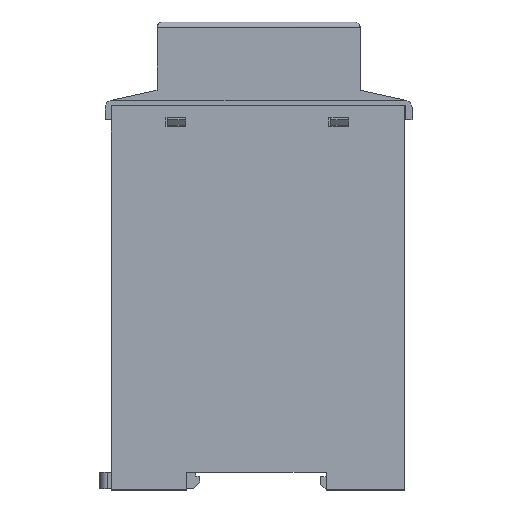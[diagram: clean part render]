
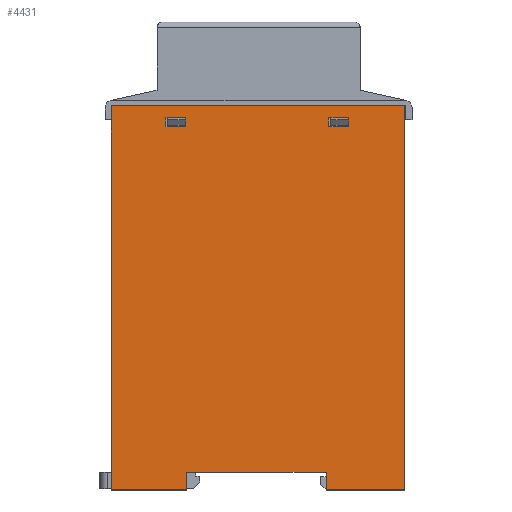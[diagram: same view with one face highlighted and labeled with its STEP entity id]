
A CAD part, top view. The second image highlights one B-rep face of the part: STEP entity #4431.
In plain terms, the highlighted face is planar.
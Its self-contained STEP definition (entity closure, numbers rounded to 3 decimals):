
#7 = VERTEX_POINT ( 'NONE', #7791 ) ;
#13 = ORIENTED_EDGE ( 'NONE', *, *, #7778, .T. ) ;
#104 = EDGE_CURVE ( 'NONE', #6426, #6912, #9839, .T. ) ;
#301 = VERTEX_POINT ( 'NONE', #4983 ) ;
#615 = DIRECTION ( 'NONE',  ( 0., 0., 1. ) ) ;
#623 = VECTOR ( 'NONE', #9514, 1000. ) ;
#639 = CARTESIAN_POINT ( 'NONE',  ( 51.4, 13., 37.5 ) ) ;
#749 = ORIENTED_EDGE ( 'NONE', *, *, #6396, .T. ) ;
#809 = EDGE_CURVE ( 'NONE', #1709, #5841, #4152, .T. ) ;
#882 = ORIENTED_EDGE ( 'NONE', *, *, #8603, .T. ) ;
#919 = ORIENTED_EDGE ( 'NONE', *, *, #4053, .T. ) ;
#936 = CARTESIAN_POINT ( 'NONE',  ( -46.9, 13., 37.5 ) ) ;
#1030 = EDGE_LOOP ( 'NONE', ( #4745, #2397, #6577, #5846, #10735, #8292, #1960, #9480 ) ) ;
#1170 = DIRECTION ( 'NONE',  ( -1., 0., 0. ) ) ;
#1495 = FACE_BOUND ( 'NONE', #8518, .T. ) ;
#1499 = VECTOR ( 'NONE', #10247, 1000. ) ;
#1508 = DIRECTION ( 'NONE',  ( 1., 0., 0. ) ) ;
#1548 = CARTESIAN_POINT ( 'NONE',  ( 51.4, 13., 37.5 ) ) ;
#1709 = VERTEX_POINT ( 'NONE', #3966 ) ;
#1731 = VERTEX_POINT ( 'NONE', #8003 ) ;
#1747 = CARTESIAN_POINT ( 'NONE',  ( -43.9, 13., -23.3 ) ) ;
#1960 = ORIENTED_EDGE ( 'NONE', *, *, #9900, .T. ) ;
#2300 = CARTESIAN_POINT ( 'NONE',  ( 46.9, 13., 18.2 ) ) ;
#2311 = CARTESIAN_POINT ( 'NONE',  ( 0., 13., 18.4 ) ) ;
#2397 = ORIENTED_EDGE ( 'NONE', *, *, #10384, .F. ) ;
#2435 = CARTESIAN_POINT ( 'NONE',  ( -43.9, 13., 0. ) ) ;
#2452 = VECTOR ( 'NONE', #4326, 1000. ) ;
#2477 = DIRECTION ( 'NONE',  ( 1., 0., 0. ) ) ;
#2544 = VECTOR ( 'NONE', #7919, 1000. ) ;
#2561 = CARTESIAN_POINT ( 'NONE',  ( 51.4, 13., 18.2 ) ) ;
#2737 = VECTOR ( 'NONE', #8407, 1000. ) ;
#2791 = VERTEX_POINT ( 'NONE', #4830 ) ;
#2805 = VECTOR ( 'NONE', #6990, 1000. ) ;
#3004 = VECTOR ( 'NONE', #8073, 1000. ) ;
#3038 = VERTEX_POINT ( 'NONE', #6019 ) ;
#3142 = VECTOR ( 'NONE', #11275, 1000. ) ;
#3235 = CARTESIAN_POINT ( 'NONE',  ( 0., 13., 23.5 ) ) ;
#3436 = LINE ( 'NONE', #9725, #2805 ) ;
#3633 = CARTESIAN_POINT ( 'NONE',  ( -41.6, 13., -18.2 ) ) ;
#3725 = CARTESIAN_POINT ( 'NONE',  ( 46.9, 13., 37.5 ) ) ;
#3792 = CARTESIAN_POINT ( 'NONE',  ( 0., 13., -18.2 ) ) ;
#3966 = CARTESIAN_POINT ( 'NONE',  ( -41.6, 13., -23.3 ) ) ;
#3975 = LINE ( 'NONE', #9127, #8387 ) ;
#4053 = EDGE_CURVE ( 'NONE', #3038, #9817, #10320, .T. ) ;
#4064 = FACE_BOUND ( 'NONE', #7683, .T. ) ;
#4152 = LINE ( 'NONE', #11129, #5822 ) ;
#4171 = PLANE ( 'NONE',  #4973 ) ;
#4196 = DIRECTION ( 'NONE',  ( -1., 0., 0. ) ) ;
#4227 = FACE_OUTER_BOUND ( 'NONE', #1030, .T. ) ;
#4256 = EDGE_CURVE ( 'NONE', #4350, #10950, #4296, .T. ) ;
#4296 = LINE ( 'NONE', #10481, #3142 ) ;
#4326 = DIRECTION ( 'NONE',  ( -1., 0., 0. ) ) ;
#4350 = VERTEX_POINT ( 'NONE', #10706 ) ;
#4382 = CARTESIAN_POINT ( 'NONE',  ( 46.9, 13., -17.5 ) ) ;
#4431 = ADVANCED_FACE ( 'NONE', ( #1495, #4064, #4227 ), #4171, .F. ) ;
#4658 = CARTESIAN_POINT ( 'NONE',  ( -41.6, 13., 18.4 ) ) ;
#4745 = ORIENTED_EDGE ( 'NONE', *, *, #9690, .T. ) ;
#4830 = CARTESIAN_POINT ( 'NONE',  ( 51.4, 13., -17.5 ) ) ;
#4859 = VERTEX_POINT ( 'NONE', #5334 ) ;
#4973 = AXIS2_PLACEMENT_3D ( 'NONE', #6645, #9324, #10303 ) ;
#4981 = LINE ( 'NONE', #3792, #6294 ) ;
#4983 = CARTESIAN_POINT ( 'NONE',  ( -43.9, 13., -18.2 ) ) ;
#5145 = VECTOR ( 'NONE', #6446, 1000. ) ;
#5249 = VERTEX_POINT ( 'NONE', #639 ) ;
#5334 = CARTESIAN_POINT ( 'NONE',  ( -43.9, 13., 23.5 ) ) ;
#5467 = LINE ( 'NONE', #6329, #5145 ) ;
#5650 = VECTOR ( 'NONE', #6434, 1000. ) ;
#5740 = LINE ( 'NONE', #8201, #5650 ) ;
#5822 = VECTOR ( 'NONE', #615, 1000. ) ;
#5841 = VERTEX_POINT ( 'NONE', #3633 ) ;
#5846 = ORIENTED_EDGE ( 'NONE', *, *, #104, .T. ) ;
#5891 = EDGE_CURVE ( 'NONE', #1731, #2791, #5467, .T. ) ;
#6002 = LINE ( 'NONE', #1548, #2737 ) ;
#6019 = CARTESIAN_POINT ( 'NONE',  ( -43.9, 13., 18.4 ) ) ;
#6200 = VERTEX_POINT ( 'NONE', #1747 ) ;
#6294 = VECTOR ( 'NONE', #1170, 1000. ) ;
#6329 = CARTESIAN_POINT ( 'NONE',  ( 51.4, 13., -37.5 ) ) ;
#6396 = EDGE_CURVE ( 'NONE', #4859, #3038, #9437, .T. ) ;
#6410 = ORIENTED_EDGE ( 'NONE', *, *, #9610, .T. ) ;
#6426 = VERTEX_POINT ( 'NONE', #2300 ) ;
#6434 = DIRECTION ( 'NONE',  ( -1., 0., 0. ) ) ;
#6446 = DIRECTION ( 'NONE',  ( 0., 0., 1. ) ) ;
#6577 = ORIENTED_EDGE ( 'NONE', *, *, #8213, .T. ) ;
#6614 = DIRECTION ( 'NONE',  ( -1., 0., 0. ) ) ;
#6645 = CARTESIAN_POINT ( 'NONE',  ( 0., 13., 0. ) ) ;
#6832 = ORIENTED_EDGE ( 'NONE', *, *, #9999, .T. ) ;
#6912 = VERTEX_POINT ( 'NONE', #4382 ) ;
#6990 = DIRECTION ( 'NONE',  ( 0., 0., 1. ) ) ;
#7173 = ORIENTED_EDGE ( 'NONE', *, *, #10794, .T. ) ;
#7473 = VECTOR ( 'NONE', #4196, 1000. ) ;
#7483 = VECTOR ( 'NONE', #1508, 1000. ) ;
#7621 = LINE ( 'NONE', #8590, #7483 ) ;
#7635 = LINE ( 'NONE', #3235, #7473 ) ;
#7683 = EDGE_LOOP ( 'NONE', ( #6410, #749, #919, #13 ) ) ;
#7778 = EDGE_CURVE ( 'NONE', #9817, #7, #3436, .T. ) ;
#7791 = CARTESIAN_POINT ( 'NONE',  ( -41.6, 13., 23.5 ) ) ;
#7919 = DIRECTION ( 'NONE',  ( 1., 0., 0. ) ) ;
#8003 = CARTESIAN_POINT ( 'NONE',  ( 51.4, 13., -37.5 ) ) ;
#8073 = DIRECTION ( 'NONE',  ( 0., 0., -1. ) ) ;
#8093 = CARTESIAN_POINT ( 'NONE',  ( -46.9, 13., 37.5 ) ) ;
#8201 = CARTESIAN_POINT ( 'NONE',  ( -46.9, 13., -37.5 ) ) ;
#8213 = EDGE_CURVE ( 'NONE', #8446, #6426, #9649, .T. ) ;
#8292 = ORIENTED_EDGE ( 'NONE', *, *, #5891, .F. ) ;
#8387 = VECTOR ( 'NONE', #6614, 1000. ) ;
#8407 = DIRECTION ( 'NONE',  ( 0., 0., 1. ) ) ;
#8446 = VERTEX_POINT ( 'NONE', #10110 ) ;
#8518 = EDGE_LOOP ( 'NONE', ( #882, #7173, #6832, #9370 ) ) ;
#8590 = CARTESIAN_POINT ( 'NONE',  ( 0., 13., -23.3 ) ) ;
#8603 = EDGE_CURVE ( 'NONE', #5841, #301, #4981, .T. ) ;
#8775 = LINE ( 'NONE', #936, #2544 ) ;
#9127 = CARTESIAN_POINT ( 'NONE',  ( 51.4, 13., -17.5 ) ) ;
#9324 = DIRECTION ( 'NONE',  ( 0., -1., 0. ) ) ;
#9370 = ORIENTED_EDGE ( 'NONE', *, *, #809, .T. ) ;
#9437 = LINE ( 'NONE', #11152, #1499 ) ;
#9457 = EDGE_CURVE ( 'NONE', #2791, #6912, #3975, .T. ) ;
#9480 = ORIENTED_EDGE ( 'NONE', *, *, #4256, .T. ) ;
#9514 = DIRECTION ( 'NONE',  ( 0., 0., -1. ) ) ;
#9610 = EDGE_CURVE ( 'NONE', #7, #4859, #7635, .T. ) ;
#9649 = LINE ( 'NONE', #2561, #2452 ) ;
#9690 = EDGE_CURVE ( 'NONE', #10950, #5249, #8775, .T. ) ;
#9725 = CARTESIAN_POINT ( 'NONE',  ( -41.6, 13., 0. ) ) ;
#9817 = VERTEX_POINT ( 'NONE', #4658 ) ;
#9839 = LINE ( 'NONE', #3725, #3004 ) ;
#9900 = EDGE_CURVE ( 'NONE', #1731, #4350, #5740, .T. ) ;
#9999 = EDGE_CURVE ( 'NONE', #6200, #1709, #7621, .T. ) ;
#10110 = CARTESIAN_POINT ( 'NONE',  ( 51.4, 13., 18.2 ) ) ;
#10247 = DIRECTION ( 'NONE',  ( 0., 0., -1. ) ) ;
#10273 = LINE ( 'NONE', #2435, #623 ) ;
#10276 = VECTOR ( 'NONE', #2477, 1000. ) ;
#10303 = DIRECTION ( 'NONE',  ( 0., 0., -1. ) ) ;
#10320 = LINE ( 'NONE', #2311, #10276 ) ;
#10384 = EDGE_CURVE ( 'NONE', #8446, #5249, #6002, .T. ) ;
#10481 = CARTESIAN_POINT ( 'NONE',  ( -46.9, 13., 37.5 ) ) ;
#10706 = CARTESIAN_POINT ( 'NONE',  ( -46.9, 13., -37.5 ) ) ;
#10735 = ORIENTED_EDGE ( 'NONE', *, *, #9457, .F. ) ;
#10794 = EDGE_CURVE ( 'NONE', #301, #6200, #10273, .T. ) ;
#10950 = VERTEX_POINT ( 'NONE', #8093 ) ;
#11129 = CARTESIAN_POINT ( 'NONE',  ( -41.6, 13., 0. ) ) ;
#11152 = CARTESIAN_POINT ( 'NONE',  ( -43.9, 13., 0. ) ) ;
#11275 = DIRECTION ( 'NONE',  ( 0., 0., 1. ) ) ;
